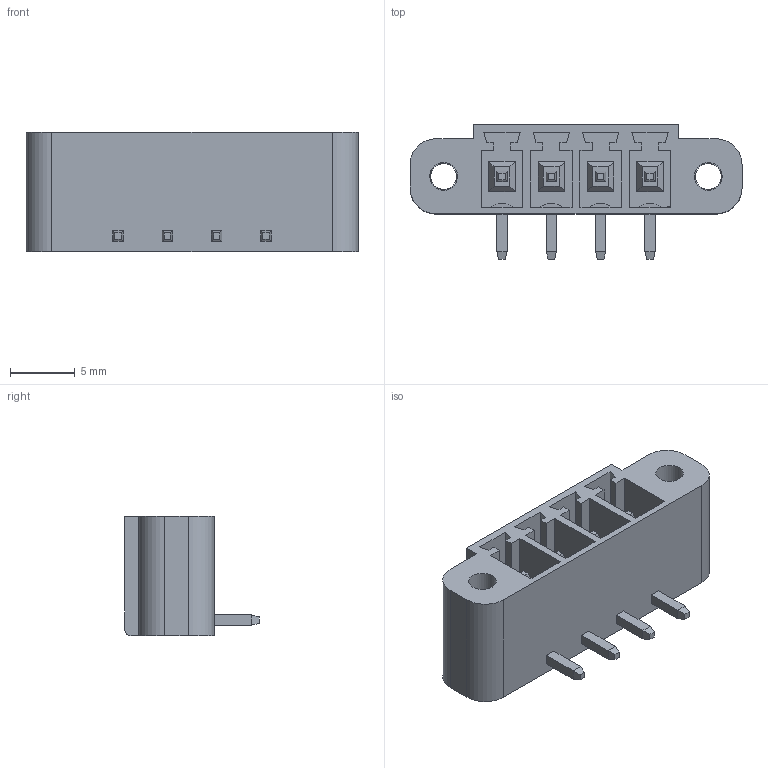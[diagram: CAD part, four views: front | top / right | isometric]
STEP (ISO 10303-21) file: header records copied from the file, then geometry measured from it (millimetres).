
FILE_DESCRIPTION(/* description */ ('Unknown'),/* implementation_level */ '2;1');
FILE_NAME(/* name */ 'ME050-38104-20230323',/* time_stamp */ '2023-03-23T13:50:46+08:00',/* author */ ('Unknown'),/* organization */ ('Unknown'),/* preprocessor_version */ 'ST-DEVELOPER v16.7',/* originating_system */ 'DEX',/* authorisation */ $);
FILE_SCHEMA (('AUTOMOTIVE_DESIGN {1 0 10303 214 3 1 1}'));
Length unit declared in the file: millimetre
Products named in the file (1): ME050-38104-20191223
Bounding box: 25.63 x 10.4 x 9.2 mm (x, y, z)
Volume: 995.7 mm3; surface area: 1644.5 mm2
Topology: 1 solids, 1 shells, 192 faces, 473 edges, 303 vertices
Faces by surface type: plane 177, cylinder 15
Full cylindrical faces by diameter (mm): 2 x2, 2.14 x2, 4 x2
Entity records: 5522 total; most frequent: CARTESIAN_POINT 962, ORIENTED_EDGE 930, DIRECTION 880, EDGE_CURVE 465, LINE 434, VECTOR 434, VERTEX_POINT 301, AXIS2_PLACEMENT_3D 223
